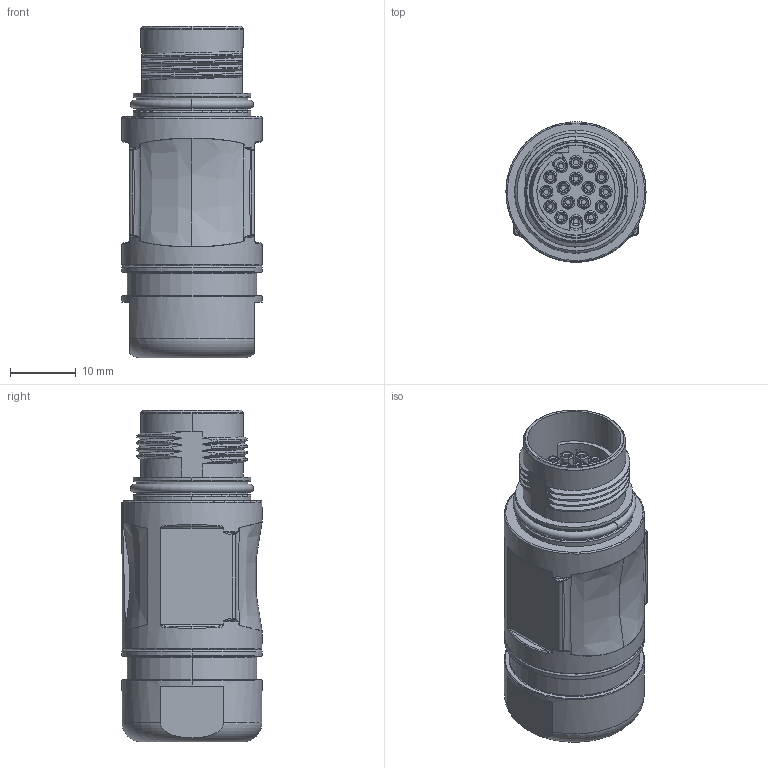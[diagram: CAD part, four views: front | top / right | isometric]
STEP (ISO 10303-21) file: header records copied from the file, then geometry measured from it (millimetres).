
FILE_DESCRIPTION((''),'2;1');
FILE_NAME('ST-17S1N8A9003S','2013-11-14T',('mbaumeister'),(''),'PRO/ENGINEER BY PARAMETRIC TECHNOLOGY CORPORATION, 2012480','PRO/ENGINEER BY PARAMETRIC TECHNOLOGY CORPORATION, 2012480','');
FILE_SCHEMA(('AUTOMOTIVE_DESIGN { 1 0 10303 214 1 1 1 1 }'));
Length unit declared in the file: millimetre
Products named in the file (1): ST-17S1N8A9003S
Bounding box: 21.3 x 21.3 x 50.45 mm (x, y, z)
Volume: 13586.8 mm3; surface area: 6229.7 mm2
Topology: 1 solids, 1 shells, 578 faces, 1383 edges, 858 vertices
Faces by surface type: cylinder 203, plane 134, torus 92, cone 77, bspline 62, sphere 10
Entity records: 21326 total; most frequent: CARTESIAN_POINT 8088, DIRECTION 2775, ORIENTED_EDGE 2748, EDGE_CURVE 1374, AXIS2_PLACEMENT_3D 1153, VERTEX_POINT 858, EDGE_LOOP 642, CIRCLE 637
